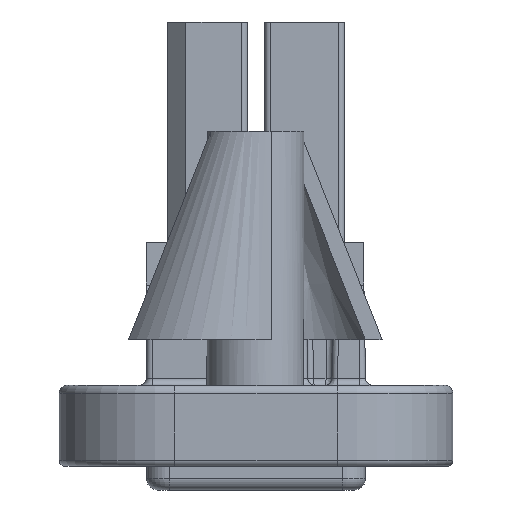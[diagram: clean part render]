
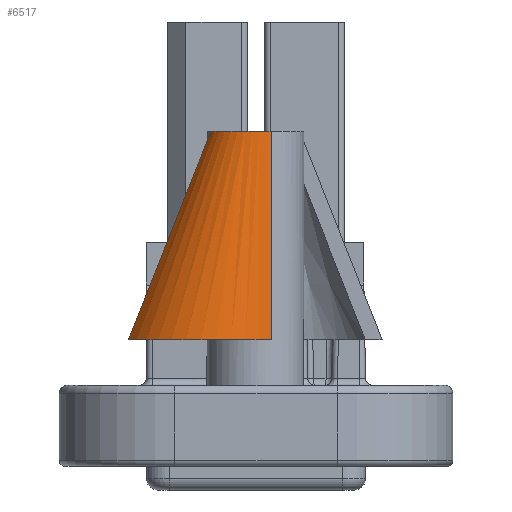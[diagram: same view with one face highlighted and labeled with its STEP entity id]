
A CAD part, left-side view. The second image highlights one B-rep face of the part: STEP entity #6517.
In plain terms, the highlighted free-form (B-spline) face has degree [3, 1] with [4, 2] control points.
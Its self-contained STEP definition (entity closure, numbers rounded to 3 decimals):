
#57 = ORIENTED_EDGE ( 'NONE', *, *, #7451, .F. ) ;
#177 = CARTESIAN_POINT ( 'NONE',  ( -15.334, 5.51, 6.507 ) ) ;
#440 = FACE_OUTER_BOUND ( 'NONE', #4012, .T. ) ;
#1082 =( BOUNDED_CURVE ( )  B_SPLINE_CURVE ( 3, ( #9308, #2998, #2686, #5864 ),
 .UNSPECIFIED., .F., .F. ) 
 B_SPLINE_CURVE_WITH_KNOTS ( ( 4, 4 ),
 ( 0., 0.003 ),
 .UNSPECIFIED. ) 
 CURVE ( )  GEOMETRIC_REPRESENTATION_ITEM ( )  RATIONAL_B_SPLINE_CURVE ( ( 1.098, 0.902, 0.902, 1.098 ) ) 
 REPRESENTATION_ITEM ( '' )  );
#1181 =( BOUNDED_CURVE ( )  B_SPLINE_CURVE ( 1, ( #7758, #5974 ),
 .UNSPECIFIED., .F., .F. ) 
 B_SPLINE_CURVE_WITH_KNOTS ( ( 2, 2 ),
 ( 0., 1. ),
 .UNSPECIFIED. ) 
 CURVE ( )  GEOMETRIC_REPRESENTATION_ITEM ( )  RATIONAL_B_SPLINE_CURVE ( ( 1.147, 1.098 ) ) 
 REPRESENTATION_ITEM ( '' )  );
#1578 = CARTESIAN_POINT ( 'NONE',  ( -15.334, 5.51, 6.507 ) ) ;
#1753 = CARTESIAN_POINT ( 'NONE',  ( -18.343, 1.447, 6.507 ) ) ;
#2026 = ORIENTED_EDGE ( 'NONE', *, *, #10937, .T. ) ;
#2198 =( BOUNDED_CURVE ( )  B_SPLINE_CURVE ( 1, ( #7538, #177 ),
 .UNSPECIFIED., .F., .F. ) 
 B_SPLINE_CURVE_WITH_KNOTS ( ( 2, 2 ),
 ( 0., 1. ),
 .UNSPECIFIED. ) 
 CURVE ( )  GEOMETRIC_REPRESENTATION_ITEM ( )  RATIONAL_B_SPLINE_CURVE ( ( 1.098, 1.147 ) ) 
 REPRESENTATION_ITEM ( '' )  );
#2489 =( BOUNDED_SURFACE ( )  B_SPLINE_SURFACE ( 3, 1, ( 
 ( #6967, #7787 ),
 ( #3269, #1753 ),
 ( #6263, #2621 ),
 ( #4237, #9803 ) ),
 .UNSPECIFIED., .F., .F., .F. ) 
 B_SPLINE_SURFACE_WITH_KNOTS ( ( 4, 4 ),
 ( 2, 2 ),
 ( 0., 1. ),
 ( 0., 1. ),
 .UNSPECIFIED. ) 
 GEOMETRIC_REPRESENTATION_ITEM ( )  RATIONAL_B_SPLINE_SURFACE ( (
 ( 1.098, 1.147),
 ( 0.902, 0.853),
 ( 0.902, 0.853),
 ( 1.098, 1.147) ) ) 
 REPRESENTATION_ITEM ( '' )  SURFACE ( )  );
#2621 = CARTESIAN_POINT ( 'NONE',  ( -17.83, 4.213, 6.507 ) ) ;
#2686 = CARTESIAN_POINT ( 'NONE',  ( -16.859, 0.432, 15.512 ) ) ;
#2998 = CARTESIAN_POINT ( 'NONE',  ( -16.395, 1.491, 15.512 ) ) ;
#3269 = CARTESIAN_POINT ( 'NONE',  ( -16.859, 0.432, 15.512 ) ) ;
#3331 = EDGE_CURVE ( 'NONE', #7730, #4904, #1181, .T. ) ;
#4012 = EDGE_LOOP ( 'NONE', ( #57, #2026, #4103, #9969 ) ) ;
#4103 = ORIENTED_EDGE ( 'NONE', *, *, #11037, .T. ) ;
#4104 = CIRCLE ( 'NONE', #5644, 3.981 ) ;
#4237 = CARTESIAN_POINT ( 'NONE',  ( -15.334, 1.951, 15.513 ) ) ;
#4904 = VERTEX_POINT ( 'NONE', #9521 ) ;
#5644 = AXIS2_PLACEMENT_3D ( 'NONE', #9494, #5831, #10951 ) ;
#5831 = DIRECTION ( 'NONE',  ( 0., 0., 1. ) ) ;
#5864 = CARTESIAN_POINT ( 'NONE',  ( -16.479, -0.66, 15.513 ) ) ;
#5974 = CARTESIAN_POINT ( 'NONE',  ( -16.479, -0.66, 15.513 ) ) ;
#6263 = CARTESIAN_POINT ( 'NONE',  ( -16.395, 1.491, 15.513 ) ) ;
#6517 = ADVANCED_FACE ( 'NONE', ( #440 ), #2489, .T. ) ;
#6967 = CARTESIAN_POINT ( 'NONE',  ( -16.479, -0.66, 15.513 ) ) ;
#7338 = CARTESIAN_POINT ( 'NONE',  ( -15.334, 1.951, 15.513 ) ) ;
#7358 = CARTESIAN_POINT ( 'NONE',  ( -16.479, -0.66, 6.507 ) ) ;
#7451 = EDGE_CURVE ( 'NONE', #11495, #4904, #1082, .T. ) ;
#7538 = CARTESIAN_POINT ( 'NONE',  ( -15.334, 1.951, 15.513 ) ) ;
#7730 = VERTEX_POINT ( 'NONE', #7358 ) ;
#7758 = CARTESIAN_POINT ( 'NONE',  ( -16.479, -0.66, 6.507 ) ) ;
#7787 = CARTESIAN_POINT ( 'NONE',  ( -16.479, -0.66, 6.507 ) ) ;
#7990 = VERTEX_POINT ( 'NONE', #1578 ) ;
#9308 = CARTESIAN_POINT ( 'NONE',  ( -15.334, 1.951, 15.513 ) ) ;
#9494 = CARTESIAN_POINT ( 'NONE',  ( -13.497, 1.978, 6.507 ) ) ;
#9521 = CARTESIAN_POINT ( 'NONE',  ( -16.479, -0.66, 15.513 ) ) ;
#9803 = CARTESIAN_POINT ( 'NONE',  ( -15.334, 5.51, 6.507 ) ) ;
#9969 = ORIENTED_EDGE ( 'NONE', *, *, #3331, .T. ) ;
#10937 = EDGE_CURVE ( 'NONE', #11495, #7990, #2198, .T. ) ;
#10951 = DIRECTION ( 'NONE',  ( -0.461, 0.887, 0. ) ) ;
#11037 = EDGE_CURVE ( 'NONE', #7990, #7730, #4104, .T. ) ;
#11495 = VERTEX_POINT ( 'NONE', #7338 ) ;
